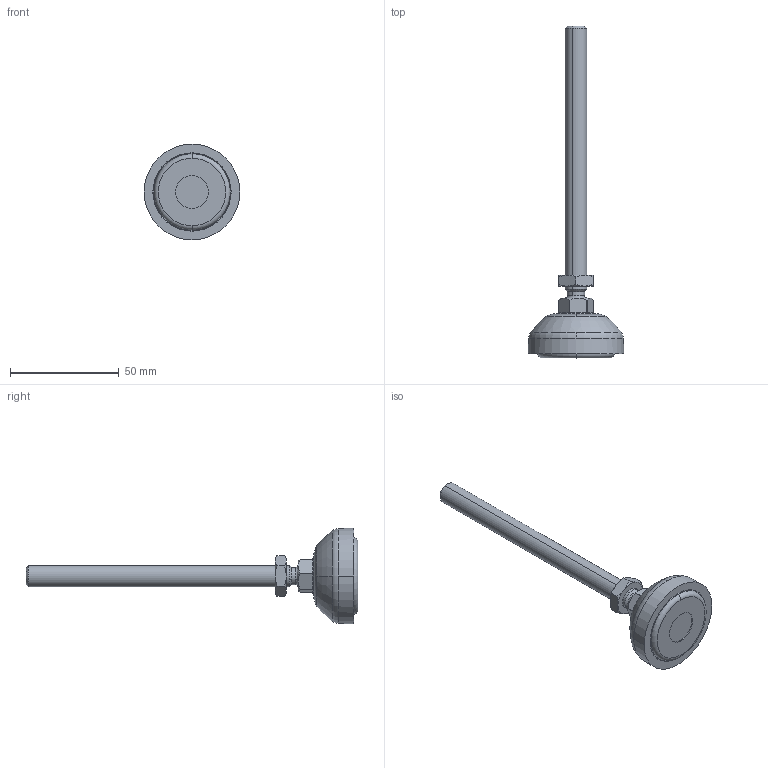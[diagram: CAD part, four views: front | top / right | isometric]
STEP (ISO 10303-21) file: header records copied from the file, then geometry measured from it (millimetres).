
FILE_DESCRIPTION (( 'STEP AP203' ), '1' );
FILE_NAME ('A60.10.45.03 Die cast swivel feet 45 - M10 x 125.STEP', '2018-09-28T13:19:32', ( '' ), ( '' ), 'SwSTEP 2.0', 'SolidWorks 2015', '' );
FILE_SCHEMA (( 'CONFIG_CONTROL_DESIGN' ));
Length unit declared in the file: inch
Products named in the file (2): A60.10.45.03 Die cast swivel feet 45 - M10 x 125
Bounding box: 44 x 152.5 x 44 mm (x, y, z)
Volume: 34091.1 mm3; surface area: 16268 mm2
Topology: 5 solids, 5 shells, 416 faces, 1010 edges, 596 vertices
Faces by surface type: bspline 107, cylinder 89, torus 71, plane 58, cone 58, sphere 33
Entity records: 15183 total; most frequent: CARTESIAN_POINT 6080, ORIENTED_EDGE 1980, DIRECTION 1817, EDGE_CURVE 990, AXIS2_PLACEMENT_3D 811, VERTEX_POINT 590, CIRCLE 500, EDGE_LOOP 428
